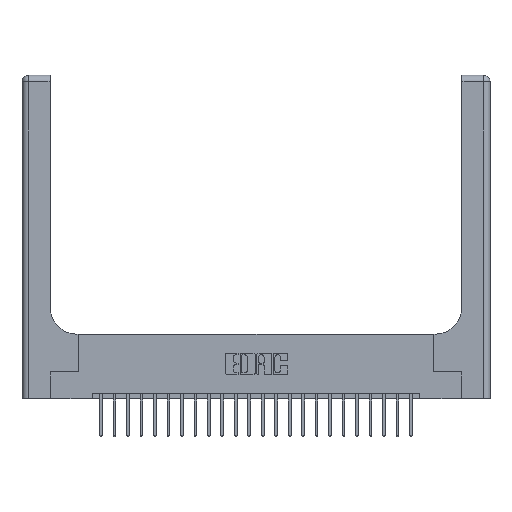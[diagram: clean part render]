
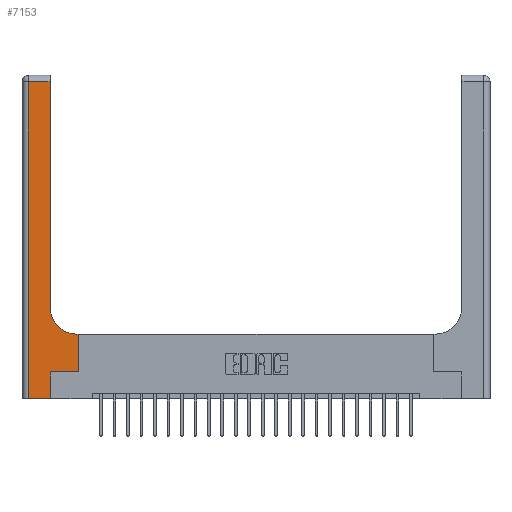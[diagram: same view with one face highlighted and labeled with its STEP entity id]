
A CAD part, top view. The second image highlights one B-rep face of the part: STEP entity #7153.
In plain terms, the highlighted planar face has unit normal (0, 0, 1).
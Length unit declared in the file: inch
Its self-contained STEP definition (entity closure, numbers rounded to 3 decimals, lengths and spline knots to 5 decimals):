
#603 = DIRECTION ( 'NONE',  ( 1., 0., 0. ) ) ;
#1005 = CARTESIAN_POINT ( 'NONE',  ( 0.06, 3., 0.37 ) ) ;
#1681 = CIRCLE ( 'NONE', #7078, 0.25 ) ;
#1810 = DIRECTION ( 'NONE',  ( 0., 1., 0. ) ) ;
#2406 = CARTESIAN_POINT ( 'NONE',  ( 0.265, 0.25, 0.37 ) ) ;
#2884 = EDGE_CURVE ( 'NONE', #16553, #20276, #7821, .T. ) ;
#2923 = CARTESIAN_POINT ( 'NONE',  ( 0., 3., 0.37 ) ) ;
#3024 = VECTOR ( 'NONE', #603, 39.37008 ) ;
#3053 = DIRECTION ( 'NONE',  ( -1., 0., 0. ) ) ;
#3084 = VERTEX_POINT ( 'NONE', #11239 ) ;
#4022 = CARTESIAN_POINT ( 'NONE',  ( 0.26, 0.6, 0.37 ) ) ;
#4090 = ORIENTED_EDGE ( 'NONE', *, *, #17128, .T. ) ;
#5031 = CARTESIAN_POINT ( 'NONE',  ( 0.265, 0., 0.37 ) ) ;
#5153 = VECTOR ( 'NONE', #18907, 39.37008 ) ;
#5195 = VECTOR ( 'NONE', #23302, 39.37008 ) ;
#5423 = CARTESIAN_POINT ( 'NONE',  ( 0.26, 3., 0.37 ) ) ;
#6128 = VERTEX_POINT ( 'NONE', #6811 ) ;
#6515 = PLANE ( 'NONE',  #7667 ) ;
#6811 = CARTESIAN_POINT ( 'NONE',  ( 0.06, 2.94, 0.37 ) ) ;
#7078 = AXIS2_PLACEMENT_3D ( 'NONE', #14381, #22750, #7641 ) ;
#7153 = ADVANCED_FACE ( 'NONE', ( #17691 ), #6515, .F. ) ;
#7641 = DIRECTION ( 'NONE',  ( 1., 0., 0. ) ) ;
#7667 = AXIS2_PLACEMENT_3D ( 'NONE', #2923, #15771, #23088 ) ;
#7821 = LINE ( 'NONE', #22476, #3024 ) ;
#8256 = VECTOR ( 'NONE', #22494, 39.37008 ) ;
#8279 = ORIENTED_EDGE ( 'NONE', *, *, #11637, .T. ) ;
#8370 = EDGE_CURVE ( 'NONE', #6128, #22459, #19146, .T. ) ;
#9329 = ORIENTED_EDGE ( 'NONE', *, *, #17207, .T. ) ;
#9360 = ORIENTED_EDGE ( 'NONE', *, *, #20335, .T. ) ;
#9557 = DIRECTION ( 'NONE',  ( 0., 1., 0. ) ) ;
#10005 = VERTEX_POINT ( 'NONE', #5031 ) ;
#10100 = CARTESIAN_POINT ( 'NONE',  ( 0.528, 0.25, 0.37 ) ) ;
#10570 = ORIENTED_EDGE ( 'NONE', *, *, #21466, .T. ) ;
#11239 = CARTESIAN_POINT ( 'NONE',  ( 0.51, 0.6, 0.37 ) ) ;
#11389 = ORIENTED_EDGE ( 'NONE', *, *, #20977, .T. ) ;
#11637 = EDGE_CURVE ( 'NONE', #19391, #18609, #21997, .T. ) ;
#11673 = VECTOR ( 'NONE', #3053, 39.37008 ) ;
#11987 = ORIENTED_EDGE ( 'NONE', *, *, #21194, .T. ) ;
#12049 = VERTEX_POINT ( 'NONE', #18227 ) ;
#12173 = CARTESIAN_POINT ( 'NONE',  ( 0.26, 2.94, 0.37 ) ) ;
#12343 = ORIENTED_EDGE ( 'NONE', *, *, #8370, .T. ) ;
#12416 = CARTESIAN_POINT ( 'NONE',  ( 0., 2.94, 0.37 ) ) ;
#12884 = VECTOR ( 'NONE', #20719, 39.37008 ) ;
#13374 = CARTESIAN_POINT ( 'NONE',  ( 0.265, 0., 0.37 ) ) ;
#14381 = CARTESIAN_POINT ( 'NONE',  ( 0.51, 0.85, 0.37 ) ) ;
#15174 = LINE ( 'NONE', #13374, #8256 ) ;
#15771 = DIRECTION ( 'NONE',  ( 0., 0., -1. ) ) ;
#16167 = LINE ( 'NONE', #16774, #22780 ) ;
#16264 = VECTOR ( 'NONE', #1810, 39.37008 ) ;
#16553 = VERTEX_POINT ( 'NONE', #2406 ) ;
#16774 = CARTESIAN_POINT ( 'NONE',  ( 0.528, 0.25, 0.37 ) ) ;
#17128 = EDGE_CURVE ( 'NONE', #20276, #12049, #16167, .T. ) ;
#17207 = EDGE_CURVE ( 'NONE', #12049, #3084, #22519, .T. ) ;
#17691 = FACE_OUTER_BOUND ( 'NONE', #22487, .T. ) ;
#17707 = LINE ( 'NONE', #12416, #11673 ) ;
#18227 = CARTESIAN_POINT ( 'NONE',  ( 0.528, 0.6, 0.37 ) ) ;
#18609 = VERTEX_POINT ( 'NONE', #12173 ) ;
#18907 = DIRECTION ( 'NONE',  ( -1., 0., 0. ) ) ;
#19146 = LINE ( 'NONE', #1005, #12884 ) ;
#19391 = VERTEX_POINT ( 'NONE', #20748 ) ;
#19591 = LINE ( 'NONE', #21981, #5195 ) ;
#19817 = CARTESIAN_POINT ( 'NONE',  ( 0.06, 0., 0.37 ) ) ;
#20276 = VERTEX_POINT ( 'NONE', #10100 ) ;
#20335 = EDGE_CURVE ( 'NONE', #22459, #10005, #19591, .T. ) ;
#20719 = DIRECTION ( 'NONE',  ( 0., -1., 0. ) ) ;
#20748 = CARTESIAN_POINT ( 'NONE',  ( 0.26, 0.85, 0.37 ) ) ;
#20977 = EDGE_CURVE ( 'NONE', #3084, #19391, #1681, .T. ) ;
#21194 = EDGE_CURVE ( 'NONE', #18609, #6128, #17707, .T. ) ;
#21466 = EDGE_CURVE ( 'NONE', #10005, #16553, #15174, .T. ) ;
#21472 = ORIENTED_EDGE ( 'NONE', *, *, #2884, .T. ) ;
#21981 = CARTESIAN_POINT ( 'NONE',  ( 0., 0., 0.37 ) ) ;
#21997 = LINE ( 'NONE', #5423, #16264 ) ;
#22459 = VERTEX_POINT ( 'NONE', #19817 ) ;
#22476 = CARTESIAN_POINT ( 'NONE',  ( 0.265, 0.25, 0.37 ) ) ;
#22487 = EDGE_LOOP ( 'NONE', ( #8279, #11987, #12343, #9360, #10570, #21472, #4090, #9329, #11389 ) ) ;
#22494 = DIRECTION ( 'NONE',  ( 0., 1., 0. ) ) ;
#22519 = LINE ( 'NONE', #4022, #5153 ) ;
#22750 = DIRECTION ( 'NONE',  ( 0., 0., -1. ) ) ;
#22780 = VECTOR ( 'NONE', #9557, 39.37008 ) ;
#23088 = DIRECTION ( 'NONE',  ( -1., 0., 0. ) ) ;
#23302 = DIRECTION ( 'NONE',  ( 1., 0., 0. ) ) ;
